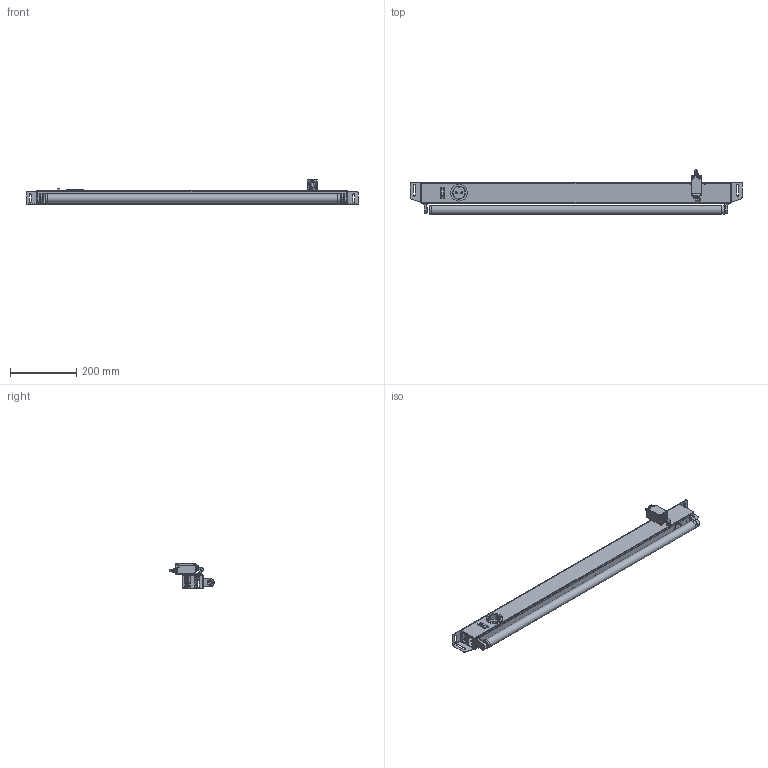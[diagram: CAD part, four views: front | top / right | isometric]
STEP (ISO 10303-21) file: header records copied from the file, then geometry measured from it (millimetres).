
FILE_DESCRIPTION(/* description */ ('LL-14-SK_Unterteil'),/* implementation_level */ '2;1');
FILE_NAME(/* name */ '01-004-00011_LL-30-SK-E.stp',/* time_stamp */ '2018-03-01T10:41:54+01:00',/* author */ ('mblecker'),/* organization */ (''),/* preprocessor_version */ 'ST-DEVELOPER v15.6',/* originating_system */ 'Autodesk Inventor 2015',/* authorisation */ '');
FILE_SCHEMA (('AUTOMOTIVE_DESIGN { 1 0 10303 214 3 1 1 }'));
Length unit declared in the file: millimetre
Products named in the file (40): 01-004-00002_LL-30-SK_Unterteil; 01-004-00001_LL-30-ST_Oberteil; 166_gebu-38242571-1-ws; 166_gebu-38242573-1; 166_gebu-38242572-1; 166_gebu-3-824257-11; 166_gebu-3-824257-12; 166_gebu-3-824257-13; 166_gebu-38242571-1; 166_GEST-382466211; 166_GEST-38246620; 166_GEST-382466231; 166_GEST-382466221; 166_GEST-382466212; 166_GEST-382466222; 166_GEST-382466232; Gest3-gr; 166_GEST-38246621-1; 166_GEST-38246620-1; 166_GEST-38246623-1; 166_GEST-38246622-1; 166_GEST-3824662-11; 166_GEST-3824662-12; 166_GEST-3824662-13; Gest3-ws; Wippschalter_43405713050; Durchsteckfassung_G13; Leuchte30w_25; Steckdose_220V; Schalter_SK_neu; Schalter_Zwischenstueck; pg11; Türschalter-Adapterplatte; Tuelle_sb437-5; Kabel_kurz; Abdeckung_22_2_SW_Heyman_202059; _gebu-3-8242570-1; Gebu3-gr; Gebu3-ws; 01-004-00011_LL-30-SK-E
Assembly tree (56 placements, depth 4):
  01-004-00011_LL-30-SK-E
    01-004-00002_LL-30-SK_Unterteil
    01-004-00001_LL-30-ST_Oberteil
    Gebu3-gr
      166_gebu-38242571-1-ws
      _gebu-3-8242570-1
      166_gebu-3-824257-11
        166_gebu-38242573-1
        166_gebu-38242572-1
      166_gebu-3-824257-12
        166_gebu-38242573-1
        166_gebu-38242572-1
      166_gebu-3-824257-13
        166_gebu-38242573-1
        166_gebu-38242572-1
    Gebu3-ws
      166_gebu-38242571-1
      _gebu-3-8242570-1
      166_gebu-3-824257-11
        166_gebu-38242573-1
        166_gebu-38242572-1
      166_gebu-3-824257-12
        166_gebu-38242573-1
        166_gebu-38242572-1
      166_gebu-3-824257-13
        166_gebu-38242573-1
        166_gebu-38242572-1
    Gest3-gr
      166_GEST-382466211
      166_GEST-38246620
      166_GEST-382466212
        166_GEST-382466231
        166_GEST-382466221
      166_GEST-382466222
        166_GEST-382466231
        166_GEST-382466221
      166_GEST-382466232
        166_GEST-382466231
        166_GEST-382466221
    Gest3-ws
      166_GEST-38246621-1
      166_GEST-38246620-1
      166_GEST-3824662-11
        166_GEST-38246623-1
        166_GEST-38246622-1
      166_GEST-3824662-12
        166_GEST-38246623-1
        166_GEST-38246622-1
      166_GEST-3824662-13
        166_GEST-38246623-1
        166_GEST-38246622-1
    Wippschalter_43405713050
    Durchsteckfassung_G13  x2
    Leuchte30w_25
    Steckdose_220V
    Türschalter-Adapterplatte
      Schalter_SK_neu
      Schalter_Zwischenstueck
      pg11
    Tuelle_sb437-5
Bounding box: 1000 x 133.94 x 74.8 mm (x, y, z)
Volume: 782243 mm3; surface area: 546376.8 mm2
Topology: 25 solids, 27 shells, 2096 faces, 5718 edges, 3592 vertices
Faces by surface type: plane 1237, cylinder 464, cone 240, bspline 130, sphere 21, torus 4
Full cylindrical faces by diameter (mm): 2.3 x4, 3 x4, 4 x2, 4.3 x2, 5.9 x6, 7 x2, 11.2 x1, 20.955 x1, 22 x1, 22.225 x1, 25.5 x2, 25.781 x1, 26 x1, 50 x1
Entity records: 43176 total; most frequent: CARTESIAN_POINT 9675, DIRECTION 6863, ORIENTED_EDGE 6682, EDGE_CURVE 3374, AXIS2_PLACEMENT_3D 2307, LINE 2249, VECTOR 2249, VERTEX_POINT 2198
